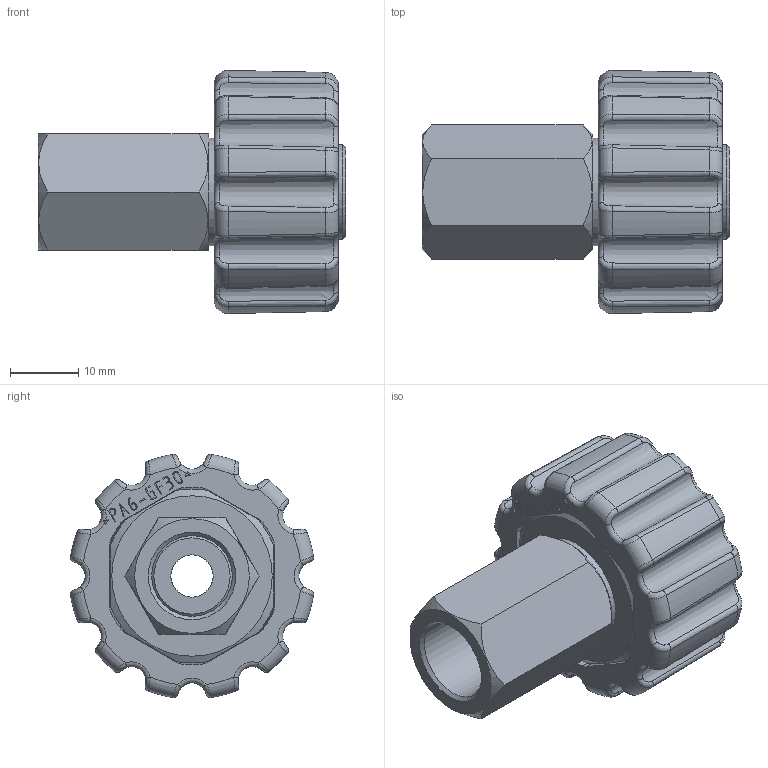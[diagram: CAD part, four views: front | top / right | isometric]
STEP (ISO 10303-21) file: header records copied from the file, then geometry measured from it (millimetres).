
FILE_DESCRIPTION(/* description */ ('Unknown'),/* implementation_level */ '2;1');
FILE_NAME(/* name */ '200040500',/* time_stamp */ '2022-05-03T12:41:55+02:00',/* author */ ('Unknown'),/* organization */ ('Unknown'),/* preprocessor_version */ 'ST-DEVELOPER v18.102',/* originating_system */ 'Solid Edge',/* authorisation */ 'Unknown');
FILE_SCHEMA (('AUTOMOTIVE_DESIGN {1 0 10303 214 3 1 1}'));
Length unit declared in the file: millimetre
Products named in the file (1): Part1
Bounding box: 45.1 x 35.63 x 35.63 mm (x, y, z)
Volume: 17978.1 mm3; surface area: 11377.9 mm2
Topology: 1 solids, 1 shells, 599 faces, 1519 edges, 970 vertices
Faces by surface type: plane 239, bspline 237, torus 54, cylinder 36, cone 33
Full cylindrical faces by diameter (mm): 6.2 x1, 10.8 x2, 11.82 x1, 13.9 x2, 15.8 x1, 16.4 x1, 19 x1, 20.376 x1, 23.8 x1, 24.2 x1
Entity records: 26028 total; most frequent: CARTESIAN_POINT 9170, ORIENTED_EDGE 2936, DIRECTION 1995, EDGE_CURVE 1468, VERTEX_POINT 957, EDGE_LOOP 699, FACE_BOUND 699, AXIS2_PLACEMENT_3D 672
